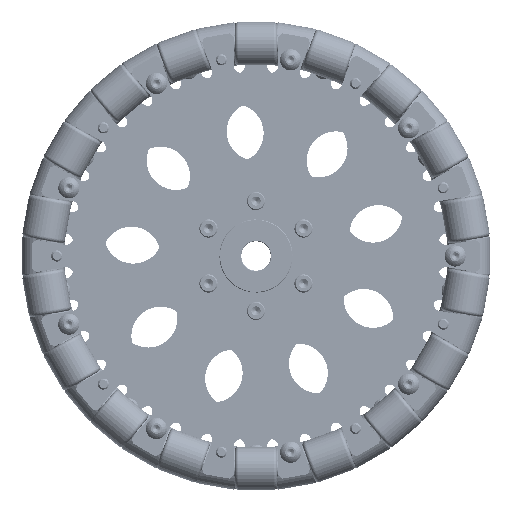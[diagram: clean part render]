
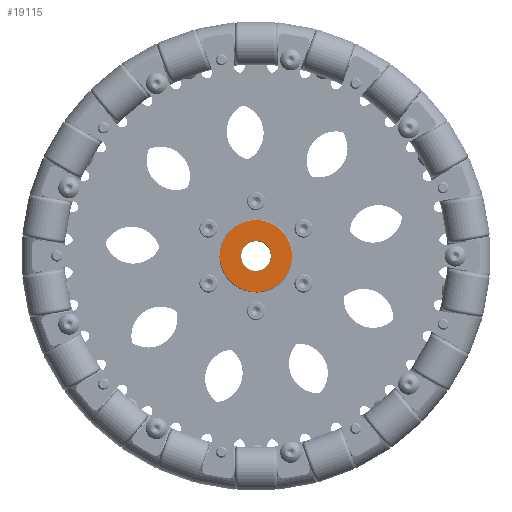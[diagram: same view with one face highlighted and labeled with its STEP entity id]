
A CAD part, front view. The second image highlights one B-rep face of the part: STEP entity #19115.
In plain terms, the highlighted face is planar.
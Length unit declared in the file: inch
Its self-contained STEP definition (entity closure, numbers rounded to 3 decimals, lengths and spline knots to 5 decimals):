
#1003 = VERTEX_POINT ( 'NONE', #17938 ) ;
#1171 = CIRCLE ( 'NONE', #9921, 0.26 ) ;
#2886 = CIRCLE ( 'NONE', #9866, 0.615 ) ;
#3907 = ORIENTED_EDGE ( 'NONE', *, *, #17241, .T. ) ;
#5493 = EDGE_CURVE ( 'NONE', #18578, #7433, #2886, .T. ) ;
#5878 = AXIS2_PLACEMENT_3D ( 'NONE', #6711, #24374, #12631 ) ;
#6006 = EDGE_LOOP ( 'NONE', ( #6588, #3907 ) ) ;
#6588 = ORIENTED_EDGE ( 'NONE', *, *, #5493, .T. ) ;
#6697 = CARTESIAN_POINT ( 'NONE',  ( -0.34888, 0.23787, 0. ) ) ;
#6711 = CARTESIAN_POINT ( 'NONE',  ( -0.34888, 0.23787, 0. ) ) ;
#7073 = CARTESIAN_POINT ( 'NONE',  ( 0.26612, 0.23787, 0. ) ) ;
#7433 = VERTEX_POINT ( 'NONE', #9840 ) ;
#7685 = CARTESIAN_POINT ( 'NONE',  ( -0.34888, 0.23787, 0. ) ) ;
#8388 = DIRECTION ( 'NONE',  ( 0., 0., -1. ) ) ;
#8672 = DIRECTION ( 'NONE',  ( -1., 0., 0. ) ) ;
#8692 = PLANE ( 'NONE',  #5878 ) ;
#9669 = DIRECTION ( 'NONE',  ( -1., 0., 0. ) ) ;
#9704 = ORIENTED_EDGE ( 'NONE', *, *, #21519, .T. ) ;
#9840 = CARTESIAN_POINT ( 'NONE',  ( -0.96388, 0.23787, 0. ) ) ;
#9866 = AXIS2_PLACEMENT_3D ( 'NONE', #20121, #8388, #22080 ) ;
#9921 = AXIS2_PLACEMENT_3D ( 'NONE', #6697, #20399, #8672 ) ;
#10507 = DIRECTION ( 'NONE',  ( 0., 0., -1. ) ) ;
#10602 = AXIS2_PLACEMENT_3D ( 'NONE', #22235, #10507, #24213 ) ;
#12465 = CARTESIAN_POINT ( 'NONE',  ( -0.08888, 0.23787, 0. ) ) ;
#12631 = DIRECTION ( 'NONE',  ( 0., -1., 0. ) ) ;
#12685 = CIRCLE ( 'NONE', #10602, 0.615 ) ;
#13306 = AXIS2_PLACEMENT_3D ( 'NONE', #7685, #21385, #9669 ) ;
#17241 = EDGE_CURVE ( 'NONE', #7433, #18578, #12685, .T. ) ;
#17938 = CARTESIAN_POINT ( 'NONE',  ( -0.60888, 0.23787, 0. ) ) ;
#18578 = VERTEX_POINT ( 'NONE', #7073 ) ;
#18702 = FACE_BOUND ( 'NONE', #21033, .T. ) ;
#19115 = ADVANCED_FACE ( 'NONE', ( #18702, #23917 ), #8692, .T. ) ;
#20121 = CARTESIAN_POINT ( 'NONE',  ( -0.34888, 0.23787, 0. ) ) ;
#20397 = CIRCLE ( 'NONE', #13306, 0.26 ) ;
#20399 = DIRECTION ( 'NONE',  ( 0., 0., 1. ) ) ;
#21033 = EDGE_LOOP ( 'NONE', ( #21564, #9704 ) ) ;
#21385 = DIRECTION ( 'NONE',  ( 0., 0., 1. ) ) ;
#21519 = EDGE_CURVE ( 'NONE', #22365, #1003, #20397, .T. ) ;
#21564 = ORIENTED_EDGE ( 'NONE', *, *, #24730, .T. ) ;
#22080 = DIRECTION ( 'NONE',  ( -1., 0., 0. ) ) ;
#22235 = CARTESIAN_POINT ( 'NONE',  ( -0.34888, 0.23787, 0. ) ) ;
#22365 = VERTEX_POINT ( 'NONE', #12465 ) ;
#23917 = FACE_OUTER_BOUND ( 'NONE', #6006, .T. ) ;
#24213 = DIRECTION ( 'NONE',  ( -1., 0., 0. ) ) ;
#24374 = DIRECTION ( 'NONE',  ( 0., 0., -1. ) ) ;
#24730 = EDGE_CURVE ( 'NONE', #1003, #22365, #1171, .T. ) ;
